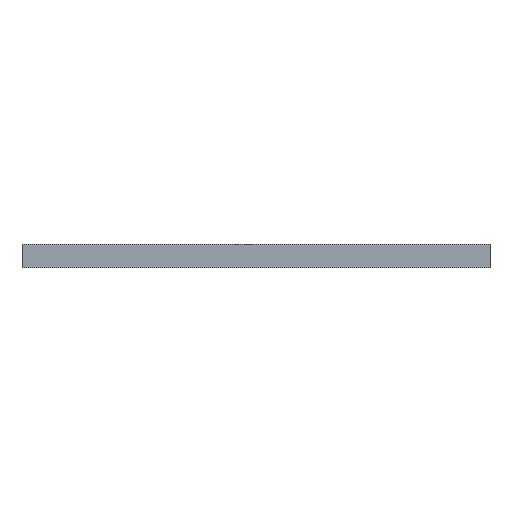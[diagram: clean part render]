
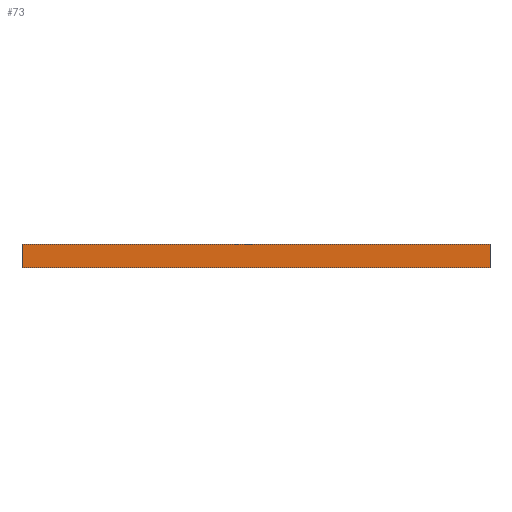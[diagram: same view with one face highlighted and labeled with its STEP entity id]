
A CAD part, front view. The second image highlights one B-rep face of the part: STEP entity #73.
In plain terms, the highlighted planar face has unit normal (0, -1, 0).
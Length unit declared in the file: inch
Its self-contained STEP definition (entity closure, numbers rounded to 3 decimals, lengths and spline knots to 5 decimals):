
#73 = ADVANCED_FACE ( 'NONE', ( #1832 ), #1411, .T. ) ;
#167 = ORIENTED_EDGE ( 'NONE', *, *, #173, .F. ) ;
#173 = EDGE_CURVE ( 'NONE', #1152, #3820, #3664, .T. ) ;
#270 = EDGE_CURVE ( 'NONE', #389, #1024, #3505, .T. ) ;
#389 = VERTEX_POINT ( 'NONE', #2737 ) ;
#789 = ORIENTED_EDGE ( 'NONE', *, *, #1480, .T. ) ;
#851 = CARTESIAN_POINT ( 'NONE',  ( -0.59055, -0.59055, 0.01969 ) ) ;
#876 = AXIS2_PLACEMENT_3D ( 'NONE', #1424, #2162, #2476 ) ;
#1024 = VERTEX_POINT ( 'NONE', #4114 ) ;
#1152 = VERTEX_POINT ( 'NONE', #2030 ) ;
#1390 = VECTOR ( 'NONE', #1532, 39.37008 ) ;
#1411 = PLANE ( 'NONE',  #876 ) ;
#1424 = CARTESIAN_POINT ( 'NONE',  ( -0.59055, -0.59055, 0. ) ) ;
#1480 = EDGE_CURVE ( 'NONE', #1024, #3820, #4054, .T. ) ;
#1532 = DIRECTION ( 'NONE',  ( 1., 0., 0. ) ) ;
#1533 = DIRECTION ( 'NONE',  ( 0., 0., 1. ) ) ;
#1812 = ORIENTED_EDGE ( 'NONE', *, *, #270, .T. ) ;
#1832 = FACE_OUTER_BOUND ( 'NONE', #2765, .T. ) ;
#1848 = ORIENTED_EDGE ( 'NONE', *, *, #4216, .F. ) ;
#2026 = LINE ( 'NONE', #3400, #3899 ) ;
#2030 = CARTESIAN_POINT ( 'NONE',  ( -0.59055, -0.59055, 0.01969 ) ) ;
#2162 = DIRECTION ( 'NONE',  ( 0., -1., 0. ) ) ;
#2343 = VECTOR ( 'NONE', #3619, 39.37008 ) ;
#2476 = DIRECTION ( 'NONE',  ( 1., 0., 0. ) ) ;
#2737 = CARTESIAN_POINT ( 'NONE',  ( -0.59055, -0.59055, -0.03937 ) ) ;
#2765 = EDGE_LOOP ( 'NONE', ( #1848, #1812, #789, #167 ) ) ;
#2776 = VECTOR ( 'NONE', #1533, 39.37008 ) ;
#3400 = CARTESIAN_POINT ( 'NONE',  ( -0.59055, -0.59055, 0. ) ) ;
#3505 = LINE ( 'NONE', #4314, #2343 ) ;
#3619 = DIRECTION ( 'NONE',  ( 1., 0., 0. ) ) ;
#3661 = CARTESIAN_POINT ( 'NONE',  ( 0.59055, -0.59055, 0. ) ) ;
#3664 = LINE ( 'NONE', #851, #1390 ) ;
#3774 = CARTESIAN_POINT ( 'NONE',  ( 0.59055, -0.59055, 0.01969 ) ) ;
#3820 = VERTEX_POINT ( 'NONE', #3774 ) ;
#3899 = VECTOR ( 'NONE', #4106, 39.37008 ) ;
#4054 = LINE ( 'NONE', #3661, #2776 ) ;
#4106 = DIRECTION ( 'NONE',  ( 0., 0., 1. ) ) ;
#4114 = CARTESIAN_POINT ( 'NONE',  ( 0.59055, -0.59055, -0.03937 ) ) ;
#4216 = EDGE_CURVE ( 'NONE', #389, #1152, #2026, .T. ) ;
#4314 = CARTESIAN_POINT ( 'NONE',  ( -0.59055, -0.59055, -0.03937 ) ) ;
